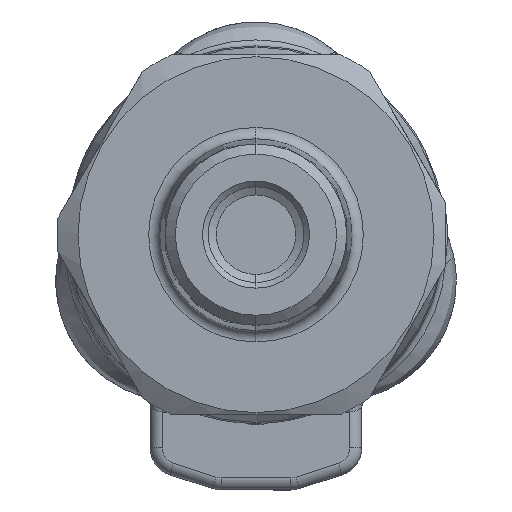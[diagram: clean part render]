
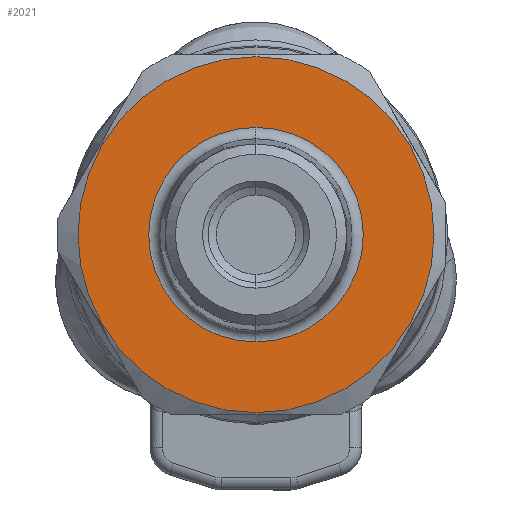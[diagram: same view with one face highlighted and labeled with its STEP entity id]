
A CAD part, front view. The second image highlights one B-rep face of the part: STEP entity #2021.
In plain terms, the highlighted planar face has unit normal (0, -1, 0).
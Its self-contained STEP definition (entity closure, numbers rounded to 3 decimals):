
#49 = CARTESIAN_POINT ( 'NONE',  ( 0., 10., 0. ) ) ;
#851 = DIRECTION ( 'NONE',  ( 0., -1., 0. ) ) ;
#2021 = ADVANCED_FACE ( 'NONE', ( #3430, #2392 ), #6592, .T. ) ;
#2392 = FACE_OUTER_BOUND ( 'NONE', #6758, .T. ) ;
#2642 = DIRECTION ( 'NONE',  ( 0., 0., -1. ) ) ;
#2754 = DIRECTION ( 'NONE',  ( 0., -1., 0. ) ) ;
#2912 = CARTESIAN_POINT ( 'NONE',  ( 0., 10., 9.4 ) ) ;
#2974 = EDGE_CURVE ( 'NONE', #11915, #13460, #4645, .T. ) ;
#3430 = FACE_BOUND ( 'NONE', #4144, .T. ) ;
#3950 = CARTESIAN_POINT ( 'NONE',  ( 0., 10., -5.665 ) ) ;
#4144 = EDGE_LOOP ( 'NONE', ( #13224, #6882 ) ) ;
#4228 = AXIS2_PLACEMENT_3D ( 'NONE', #15954, #2754, #17293 ) ;
#4281 = ORIENTED_EDGE ( 'NONE', *, *, #2974, .T. ) ;
#4645 = CIRCLE ( 'NONE', #14242, 9.4 ) ;
#5798 = AXIS2_PLACEMENT_3D ( 'NONE', #49, #9536, #2642 ) ;
#6045 = CIRCLE ( 'NONE', #10252, 5.665 ) ;
#6109 = ORIENTED_EDGE ( 'NONE', *, *, #16946, .T. ) ;
#6592 = PLANE ( 'NONE',  #4228 ) ;
#6758 = EDGE_LOOP ( 'NONE', ( #4281, #6109 ) ) ;
#6882 = ORIENTED_EDGE ( 'NONE', *, *, #14463, .T. ) ;
#7960 = CARTESIAN_POINT ( 'NONE',  ( 0., 10., 0. ) ) ;
#8130 = CARTESIAN_POINT ( 'NONE',  ( 0., 10., 5.665 ) ) ;
#8489 = DIRECTION ( 'NONE',  ( 0., 1., 0. ) ) ;
#9536 = DIRECTION ( 'NONE',  ( 0., 1., 0. ) ) ;
#10252 = AXIS2_PLACEMENT_3D ( 'NONE', #16552, #8489, #11196 ) ;
#10496 = CARTESIAN_POINT ( 'NONE',  ( 0., 10., -9.4 ) ) ;
#10611 = DIRECTION ( 'NONE',  ( 0., 0., -1. ) ) ;
#10646 = CIRCLE ( 'NONE', #11103, 9.4 ) ;
#11103 = AXIS2_PLACEMENT_3D ( 'NONE', #7960, #17294, #10611 ) ;
#11196 = DIRECTION ( 'NONE',  ( 0., 0., -1. ) ) ;
#11623 = DIRECTION ( 'NONE',  ( 0., 0., -1. ) ) ;
#11782 = EDGE_CURVE ( 'NONE', #15516, #17097, #6045, .T. ) ;
#11915 = VERTEX_POINT ( 'NONE', #10496 ) ;
#13224 = ORIENTED_EDGE ( 'NONE', *, *, #11782, .T. ) ;
#13460 = VERTEX_POINT ( 'NONE', #2912 ) ;
#14242 = AXIS2_PLACEMENT_3D ( 'NONE', #14245, #851, #11623 ) ;
#14245 = CARTESIAN_POINT ( 'NONE',  ( 0., 10., 0. ) ) ;
#14463 = EDGE_CURVE ( 'NONE', #17097, #15516, #17215, .T. ) ;
#15516 = VERTEX_POINT ( 'NONE', #3950 ) ;
#15954 = CARTESIAN_POINT ( 'NONE',  ( 9.4, 10., 0. ) ) ;
#16552 = CARTESIAN_POINT ( 'NONE',  ( 0., 10., 0. ) ) ;
#16946 = EDGE_CURVE ( 'NONE', #13460, #11915, #10646, .T. ) ;
#17097 = VERTEX_POINT ( 'NONE', #8130 ) ;
#17215 = CIRCLE ( 'NONE', #5798, 5.665 ) ;
#17293 = DIRECTION ( 'NONE',  ( 0., 0., -1. ) ) ;
#17294 = DIRECTION ( 'NONE',  ( 0., -1., 0. ) ) ;
